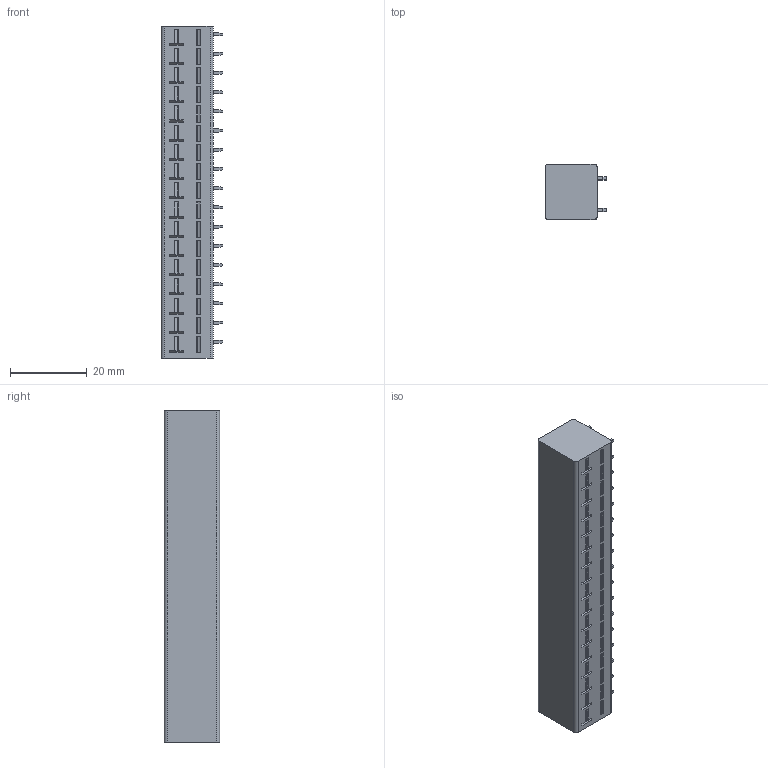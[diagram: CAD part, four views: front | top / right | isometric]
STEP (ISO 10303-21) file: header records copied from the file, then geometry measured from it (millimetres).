
FILE_DESCRIPTION((''),'2;1');
FILE_NAME('PRT0010','2024-09-23T',('sj'),(''),'PRO/ENGINEER BY PARAMETRIC TECHNOLOGY CORPORATION, 2013240','PRO/ENGINEER BY PARAMETRIC TECHNOLOGY CORPORATION, 2013240','');
FILE_SCHEMA(('AUTOMOTIVE_DESIGN_CC2 { 1 2 10303 214 -1 1 5 2 }'));
Length unit declared in the file: millimetre
Products named in the file (1): PRT0010
Bounding box: 16 x 14.4 x 86.4 mm (x, y, z)
Volume: 15963.9 mm3; surface area: 6206.4 mm2
Topology: 1 solids, 1 shells, 945 faces, 2319 edges, 1478 vertices
Faces by surface type: plane 533, cylinder 276, torus 68, cone 34, bspline 34
Entity records: 29234 total; most frequent: CARTESIAN_POINT 6966, ORIENTED_EDGE 4638, DIRECTION 4523, EDGE_CURVE 2319, AXIS2_PLACEMENT_3D 1514, VECTOR 1495, LINE 1495, VERTEX_POINT 1478
